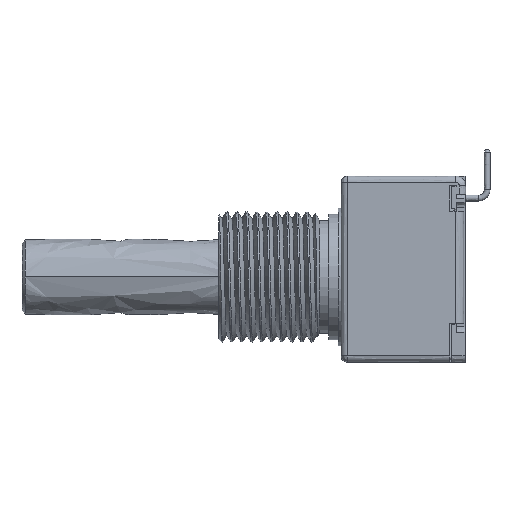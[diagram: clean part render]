
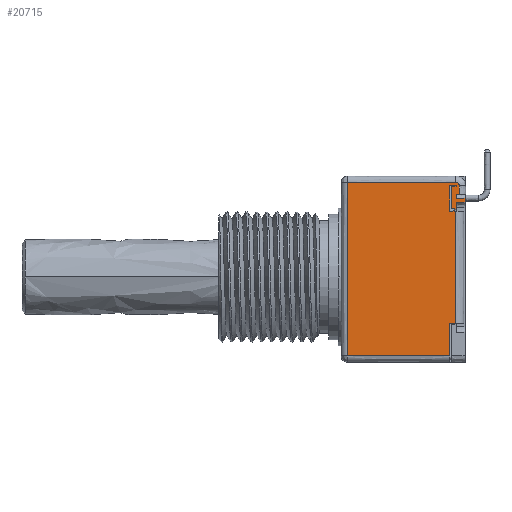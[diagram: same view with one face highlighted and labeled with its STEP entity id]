
A CAD part, left-side view. The second image highlights one B-rep face of the part: STEP entity #20715.
In plain terms, the highlighted free-form (B-spline) face has degree [1, 1] with [2, 2] control points.
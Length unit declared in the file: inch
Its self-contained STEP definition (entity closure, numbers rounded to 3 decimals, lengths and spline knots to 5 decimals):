
#939=DIRECTION('',(0.,0.,1.));
#940=VECTOR('',#939,0.012);
#941=CARTESIAN_POINT('',(-0.2805,-0.006,0.233));
#942=LINE('',#941,#940);
#6150=DIRECTION('',(0.,1.,0.));
#6151=VECTOR('',#6150,0.01031);
#6152=CARTESIAN_POINT('',(-0.2805,0.01169,0.2585));
#6153=LINE('',#6152,#6151);
#6157=DIRECTION('',(0.,0.,1.));
#6158=VECTOR('',#6157,0.0135);
#6159=CARTESIAN_POINT('',(-0.2805,0.022,0.245));
#6160=LINE('',#6159,#6158);
#6164=DIRECTION('',(0.,1.,0.));
#6165=VECTOR('',#6164,0.028);
#6166=CARTESIAN_POINT('',(-0.2805,-0.006,0.245));
#6167=LINE('',#6166,#6165);
#6171=DIRECTION('',(0.,1.,0.));
#6172=VECTOR('',#6171,0.028);
#6173=CARTESIAN_POINT('',(-0.2805,-0.006,0.233));
#6174=LINE('',#6173,#6172);
#6178=DIRECTION('',(0.,0.,1.));
#6179=VECTOR('',#6178,0.02);
#6180=CARTESIAN_POINT('',(-0.2805,0.022,0.213));
#6181=LINE('',#6180,#6179);
#6185=DIRECTION('',(0.,-1.,0.));
#6186=VECTOR('',#6185,0.014);
#6187=CARTESIAN_POINT('',(-0.2805,0.036,0.213));
#6188=LINE('',#6187,#6186);
#6192=DIRECTION('',(0.,0.,1.));
#6193=VECTOR('',#6192,0.07);
#6194=CARTESIAN_POINT('',(-0.2805,0.036,0.213));
#6195=LINE('',#6194,#6193);
#6199=DIRECTION('',(0.,-1.,0.));
#6200=VECTOR('',#6199,0.014);
#6201=CARTESIAN_POINT('',(-0.2805,0.036,0.283));
#6202=LINE('',#6201,#6200);
#6206=DIRECTION('',(0.,0.,1.));
#6207=VECTOR('',#6206,0.001);
#6208=CARTESIAN_POINT('',(-0.2805,0.022,0.283));
#6209=LINE('',#6208,#6207);
#6213=CARTESIAN_POINT('',(-0.2805,0.023,0.284));
#6214=DIRECTION('',(-1.,0.,0.));
#6215=DIRECTION('',(0.,-1.,0.));
#6216=AXIS2_PLACEMENT_3D('',#6213,#6214,#6215);
#6221=DIRECTION('',(0.,1.,0.));
#6222=VECTOR('',#6221,0.019);
#6223=CARTESIAN_POINT('',(-0.2805,0.023,0.285));
#6224=LINE('',#6223,#6222);
#6228=DIRECTION('',(0.,0.,1.));
#6229=VECTOR('',#6228,0.08);
#6230=CARTESIAN_POINT('',(-0.2805,0.042,0.205));
#6231=LINE('',#6230,#6229);
#6235=DIRECTION('',(0.,0.,1.));
#6236=VECTOR('',#6235,0.10131);
#6237=CARTESIAN_POINT('',(-0.2805,0.042,-0.24631));
#6238=LINE('',#6237,#6236);
#6242=CARTESIAN_POINT('',(-0.2805,0.023,0.284));
#6243=DIRECTION('',(1.,0.,0.));
#6244=DIRECTION('',(0.,0.,1.));
#6245=AXIS2_PLACEMENT_3D('',#6242,#6243,#6244);
#6250=DIRECTION('',(0.,0.,-1.));
#6251=VECTOR('',#6250,0.0255);
#6252=CARTESIAN_POINT('',(-0.2805,0.01169,0.284));
#6253=LINE('',#6252,#6251);
#6330=DIRECTION('',(0.,-1.,0.));
#6331=VECTOR('',#6330,0.017);
#6332=CARTESIAN_POINT('',(-0.2805,0.042,-0.145));
#6333=LINE('',#6332,#6331);
#6405=DIRECTION('',(0.,-1.,0.));
#6406=VECTOR('',#6405,0.017);
#6407=CARTESIAN_POINT('',(-0.2805,0.042,0.205));
#6408=LINE('',#6407,#6406);
#6469=DIRECTION('',(0.,0.,1.));
#6470=VECTOR('',#6469,0.35);
#6471=CARTESIAN_POINT('',(-0.2805,0.025,-0.145));
#6472=LINE('',#6471,#6470);
#7038=DIRECTION('',(0.,1.,0.));
#7039=VECTOR('',#7038,0.33831);
#7040=CARTESIAN_POINT('',(-0.2805,0.023,0.29531));
#7041=LINE('',#7040,#7039);
#7084=DIRECTION('',(0.,0.,1.));
#7085=VECTOR('',#7084,0.54163);
#7086=CARTESIAN_POINT('',(-0.2805,0.36131,-0.24631));
#7087=LINE('',#7086,#7085);
#7160=DIRECTION('',(0.,-1.,0.));
#7161=VECTOR('',#7160,0.31931);
#7162=CARTESIAN_POINT('',(-0.2805,0.36131,-0.24631));
#7163=LINE('',#7162,#7161);
#12092=CARTESIAN_POINT('',(-0.2805,0.36131,-0.24631));
#12093=CARTESIAN_POINT('',(-0.2805,0.36131,0.29531));
#12094=VERTEX_POINT('',#12092);
#12095=VERTEX_POINT('',#12093);
#12142=CARTESIAN_POINT('',(-0.2805,0.042,-0.24631));
#12144=VERTEX_POINT('',#12142);
#12194=CARTESIAN_POINT('',(-0.2805,0.025,-0.145));
#12196=VERTEX_POINT('',#12194);
#12200=CARTESIAN_POINT('',(-0.2805,0.025,0.205));
#12202=VERTEX_POINT('',#12200);
#12210=CARTESIAN_POINT('',(-0.2805,0.042,-0.145));
#12211=VERTEX_POINT('',#12210);
#12214=CARTESIAN_POINT('',(-0.2805,0.042,0.205));
#12215=VERTEX_POINT('',#12214);
#12274=CARTESIAN_POINT('',(-0.2805,0.022,0.284));
#12275=CARTESIAN_POINT('',(-0.2805,0.023,0.285));
#12276=VERTEX_POINT('',#12274);
#12277=VERTEX_POINT('',#12275);
#12288=CARTESIAN_POINT('',(-0.2805,0.01169,0.2585));
#12289=VERTEX_POINT('',#12288);
#12290=CARTESIAN_POINT('',(-0.2805,0.023,0.29531));
#12291=VERTEX_POINT('',#12290);
#12292=CARTESIAN_POINT('',(-0.2805,0.01169,0.284));
#12293=VERTEX_POINT('',#12292);
#12354=CARTESIAN_POINT('',(-0.2805,0.042,0.285));
#12355=VERTEX_POINT('',#12354);
#12952=CARTESIAN_POINT('',(-0.2805,-0.006,0.233));
#12953=CARTESIAN_POINT('',(-0.2805,0.022,0.233));
#12954=VERTEX_POINT('',#12952);
#12955=VERTEX_POINT('',#12953);
#12972=CARTESIAN_POINT('',(-0.2805,-0.006,0.245));
#12973=VERTEX_POINT('',#12972);
#12984=CARTESIAN_POINT('',(-0.2805,0.022,0.245));
#12985=VERTEX_POINT('',#12984);
#13008=CARTESIAN_POINT('',(-0.2805,0.036,0.213));
#13009=CARTESIAN_POINT('',(-0.2805,0.036,0.283));
#13010=VERTEX_POINT('',#13008);
#13011=VERTEX_POINT('',#13009);
#13018=CARTESIAN_POINT('',(-0.2805,0.022,0.213));
#13019=VERTEX_POINT('',#13018);
#13788=CARTESIAN_POINT('',(-0.2805,0.022,0.2585));
#13790=VERTEX_POINT('',#13788);
#13796=CARTESIAN_POINT('',(-0.2805,0.022,0.283));
#13798=VERTEX_POINT('',#13796);
#20671=CARTESIAN_POINT('',(-0.2805,-0.01335,-0.25715));
#20672=CARTESIAN_POINT('',(-0.2805,0.36866,-0.25715));
#20673=CARTESIAN_POINT('',(-0.2805,-0.01335,0.30615));
#20674=CARTESIAN_POINT('',(-0.2805,0.36866,0.30615));
#20675=B_SPLINE_SURFACE_WITH_KNOTS('',1,1,((#20671,#20672),(#20673,#20674)),
.UNSPECIFIED.,.F.,.F.,.F.,(2,2),(2,2),(0.00885,0.57215),(
-0.01335,0.36866),.UNSPECIFIED.);
#20677=ORIENTED_EDGE('',*,*,#20676,.T.);
#20678=ORIENTED_EDGE('',*,*,#19356,.F.);
#20680=ORIENTED_EDGE('',*,*,#20679,.F.);
#20681=ORIENTED_EDGE('',*,*,#14113,.F.);
#20683=ORIENTED_EDGE('',*,*,#20682,.T.);
#20684=ORIENTED_EDGE('',*,*,#19274,.F.);
#20686=ORIENTED_EDGE('',*,*,#20685,.F.);
#20687=ORIENTED_EDGE('',*,*,#19546,.T.);
#20688=ORIENTED_EDGE('',*,*,#19980,.T.);
#20690=ORIENTED_EDGE('',*,*,#20689,.T.);
#20692=ORIENTED_EDGE('',*,*,#20691,.T.);
#20694=ORIENTED_EDGE('',*,*,#20693,.T.);
#20695=ORIENTED_EDGE('',*,*,#19823,.F.);
#20697=ORIENTED_EDGE('',*,*,#20696,.T.);
#20699=ORIENTED_EDGE('',*,*,#20698,.F.);
#20701=ORIENTED_EDGE('',*,*,#20700,.F.);
#20702=ORIENTED_EDGE('',*,*,#19847,.F.);
#20704=ORIENTED_EDGE('',*,*,#20703,.F.);
#20706=ORIENTED_EDGE('',*,*,#20705,.T.);
#20708=ORIENTED_EDGE('',*,*,#20707,.F.);
#20710=ORIENTED_EDGE('',*,*,#20709,.T.);
#20712=ORIENTED_EDGE('',*,*,#20711,.T.);
#20713=EDGE_LOOP('',(#20677,#20678,#20680,#20681,#20683,#20684,#20686,#20687,
#20688,#20690,#20692,#20694,#20695,#20697,#20699,#20701,#20702,#20704,#20706,
#20708,#20710,#20712));
#20714=FACE_OUTER_BOUND('',#20713,.F.);
#20715=ADVANCED_FACE('',(#20714),#20675,.T.);
#6217=CIRCLE('',#6216,0.001);
#6246=CIRCLE('',#6245,0.01131);
#14113=EDGE_CURVE('',#12954,#12973,#942,.T.);
#19274=EDGE_CURVE('',#13019,#12955,#6181,.T.);
#19356=EDGE_CURVE('',#12985,#13790,#6160,.T.);
#19546=EDGE_CURVE('',#13010,#13011,#6195,.T.);
#19823=EDGE_CURVE('',#12215,#12355,#6231,.T.);
#19847=EDGE_CURVE('',#12144,#12211,#6238,.T.);
#19980=EDGE_CURVE('',#13011,#13798,#6202,.T.);
#20676=EDGE_CURVE('',#12289,#13790,#6153,.T.);
#20679=EDGE_CURVE('',#12973,#12985,#6167,.T.);
#20682=EDGE_CURVE('',#12954,#12955,#6174,.T.);
#20685=EDGE_CURVE('',#13010,#13019,#6188,.T.);
#20689=EDGE_CURVE('',#13798,#12276,#6209,.T.);
#20691=EDGE_CURVE('',#12276,#12277,#6217,.T.);
#20693=EDGE_CURVE('',#12277,#12355,#6224,.T.);
#20696=EDGE_CURVE('',#12215,#12202,#6408,.T.);
#20698=EDGE_CURVE('',#12196,#12202,#6472,.T.);
#20700=EDGE_CURVE('',#12211,#12196,#6333,.T.);
#20703=EDGE_CURVE('',#12094,#12144,#7163,.T.);
#20705=EDGE_CURVE('',#12094,#12095,#7087,.T.);
#20707=EDGE_CURVE('',#12291,#12095,#7041,.T.);
#20709=EDGE_CURVE('',#12291,#12293,#6246,.T.);
#20711=EDGE_CURVE('',#12293,#12289,#6253,.T.);
